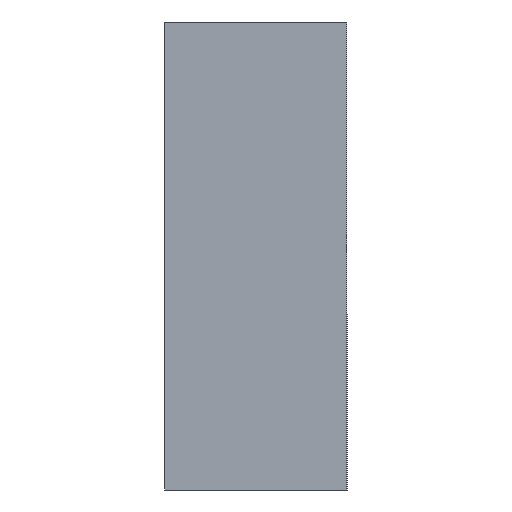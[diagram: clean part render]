
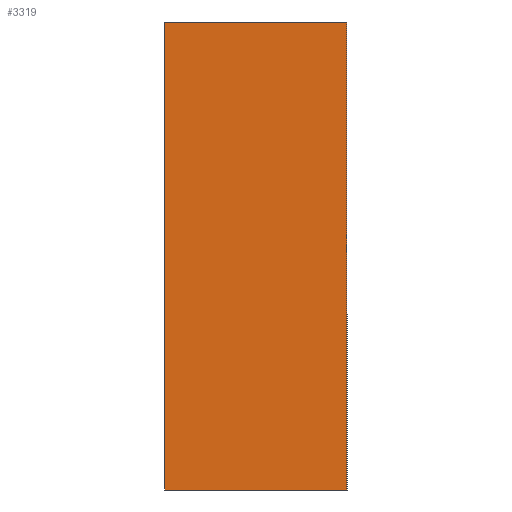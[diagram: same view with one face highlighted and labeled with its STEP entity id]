
A CAD part, left-side view. The second image highlights one B-rep face of the part: STEP entity #3319.
In plain terms, the highlighted planar face has unit normal (-1, 0, 0).
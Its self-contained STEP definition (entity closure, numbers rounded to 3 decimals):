
#206 = EDGE_CURVE ( 'NONE', #427, #473, #1018, .T. ) ;
#395 = ORIENTED_EDGE ( 'NONE', *, *, #4661, .T. ) ;
#427 = VERTEX_POINT ( 'NONE', #2503 ) ;
#473 = VERTEX_POINT ( 'NONE', #2110 ) ;
#522 = LINE ( 'NONE', #2142, #2536 ) ;
#595 = EDGE_CURVE ( 'NONE', #473, #4827, #5147, .T. ) ;
#874 = LINE ( 'NONE', #3704, #3765 ) ;
#907 = DIRECTION ( 'NONE',  ( 1., 0., 0. ) ) ;
#1018 = LINE ( 'NONE', #1847, #1835 ) ;
#1022 = AXIS2_PLACEMENT_3D ( 'NONE', #1734, #907, #1312 ) ;
#1312 = DIRECTION ( 'NONE',  ( 0., 0., -1. ) ) ;
#1514 = DIRECTION ( 'NONE',  ( 0., -1., 0. ) ) ;
#1520 = DIRECTION ( 'NONE',  ( 0., 0., 1. ) ) ;
#1734 = CARTESIAN_POINT ( 'NONE',  ( -38., 3.5, -9. ) ) ;
#1835 = VECTOR ( 'NONE', #1520, 1000. ) ;
#1847 = CARTESIAN_POINT ( 'NONE',  ( -38., 3.5, -9. ) ) ;
#2110 = CARTESIAN_POINT ( 'NONE',  ( -38., 3.5, 9. ) ) ;
#2142 = CARTESIAN_POINT ( 'NONE',  ( -38., 3.5, -9. ) ) ;
#2503 = CARTESIAN_POINT ( 'NONE',  ( -38., 3.5, -9. ) ) ;
#2536 = VECTOR ( 'NONE', #5044, 1000. ) ;
#2939 = DIRECTION ( 'NONE',  ( 0., 0., 1. ) ) ;
#3012 = EDGE_CURVE ( 'NONE', #427, #3075, #522, .T. ) ;
#3075 = VERTEX_POINT ( 'NONE', #3443 ) ;
#3095 = CARTESIAN_POINT ( 'NONE',  ( -38., 3.5, 9. ) ) ;
#3149 = FACE_OUTER_BOUND ( 'NONE', #4399, .T. ) ;
#3218 = ORIENTED_EDGE ( 'NONE', *, *, #595, .F. ) ;
#3267 = VECTOR ( 'NONE', #1514, 1000. ) ;
#3319 = ADVANCED_FACE ( 'NONE', ( #3149 ), #4771, .F. ) ;
#3443 = CARTESIAN_POINT ( 'NONE',  ( -38., -3.5, -9. ) ) ;
#3704 = CARTESIAN_POINT ( 'NONE',  ( -38., -3.5, -9. ) ) ;
#3765 = VECTOR ( 'NONE', #2939, 1000. ) ;
#3796 = ORIENTED_EDGE ( 'NONE', *, *, #206, .F. ) ;
#4399 = EDGE_LOOP ( 'NONE', ( #395, #3218, #3796, #4886 ) ) ;
#4661 = EDGE_CURVE ( 'NONE', #3075, #4827, #874, .T. ) ;
#4732 = CARTESIAN_POINT ( 'NONE',  ( -38., -3.5, 9. ) ) ;
#4771 = PLANE ( 'NONE',  #1022 ) ;
#4827 = VERTEX_POINT ( 'NONE', #4732 ) ;
#4886 = ORIENTED_EDGE ( 'NONE', *, *, #3012, .T. ) ;
#5044 = DIRECTION ( 'NONE',  ( 0., -1., 0. ) ) ;
#5147 = LINE ( 'NONE', #3095, #3267 ) ;
